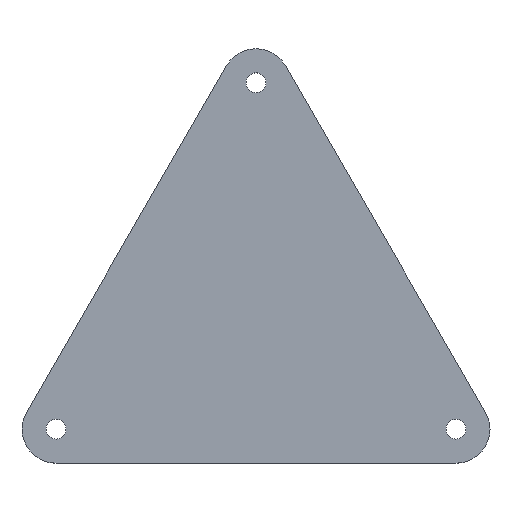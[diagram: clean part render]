
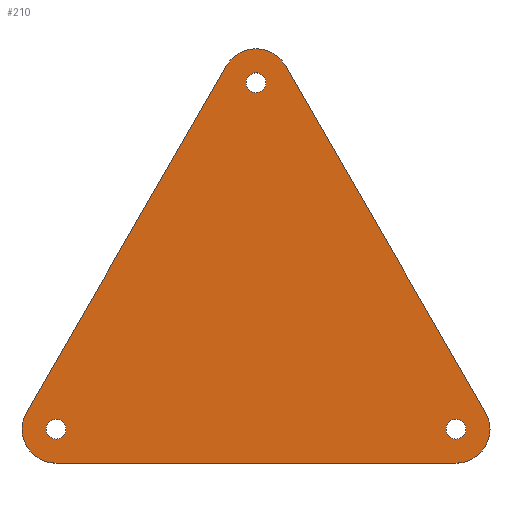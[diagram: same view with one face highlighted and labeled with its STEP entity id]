
A CAD part, top view. The second image highlights one B-rep face of the part: STEP entity #210.
In plain terms, the highlighted planar face has unit normal (0, 0, 1).
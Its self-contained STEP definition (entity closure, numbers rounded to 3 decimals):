
#15=FACE_BOUND('',#47,.T.);
#16=FACE_BOUND('',#48,.T.);
#17=FACE_BOUND('',#49,.T.);
#24=PLANE('',#247);
#35=FACE_OUTER_BOUND('',#46,.T.);
#46=EDGE_LOOP('',(#177,#178,#179,#180,#181,#182));
#47=EDGE_LOOP('',(#183));
#48=EDGE_LOOP('',(#184));
#49=EDGE_LOOP('',(#185));
#59=LINE('',#338,#74);
#63=LINE('',#350,#78);
#67=LINE('',#362,#82);
#74=VECTOR('',#276,10.);
#78=VECTOR('',#288,10.);
#82=VECTOR('',#300,10.);
#84=CIRCLE('',#227,4.1);
#86=CIRCLE('',#230,4.1);
#88=CIRCLE('',#233,4.1);
#91=CIRCLE('',#238,14.);
#93=CIRCLE('',#242,14.);
#95=CIRCLE('',#246,14.);
#96=VERTEX_POINT('',#314);
#98=VERTEX_POINT('',#320);
#100=VERTEX_POINT('',#326);
#104=VERTEX_POINT('',#335);
#105=VERTEX_POINT('',#337);
#107=VERTEX_POINT('',#343);
#109=VERTEX_POINT('',#349);
#111=VERTEX_POINT('',#355);
#113=VERTEX_POINT('',#361);
#114=EDGE_CURVE('',#96,#96,#84,.T.);
#117=EDGE_CURVE('',#98,#98,#86,.T.);
#120=EDGE_CURVE('',#100,#100,#88,.T.);
#125=EDGE_CURVE('',#105,#104,#59,.T.);
#128=EDGE_CURVE('',#107,#105,#91,.T.);
#131=EDGE_CURVE('',#109,#107,#63,.T.);
#134=EDGE_CURVE('',#111,#109,#93,.T.);
#137=EDGE_CURVE('',#113,#111,#67,.T.);
#140=EDGE_CURVE('',#104,#113,#95,.T.);
#177=ORIENTED_EDGE('',*,*,#140,.T.);
#178=ORIENTED_EDGE('',*,*,#137,.T.);
#179=ORIENTED_EDGE('',*,*,#134,.T.);
#180=ORIENTED_EDGE('',*,*,#131,.T.);
#181=ORIENTED_EDGE('',*,*,#128,.T.);
#182=ORIENTED_EDGE('',*,*,#125,.T.);
#183=ORIENTED_EDGE('',*,*,#120,.T.);
#184=ORIENTED_EDGE('',*,*,#117,.T.);
#185=ORIENTED_EDGE('',*,*,#114,.T.);
#210=ADVANCED_FACE('',(#35,#15,#16,#17),#24,.T.);
#227=AXIS2_PLACEMENT_3D('',#315,#253,#254);
#230=AXIS2_PLACEMENT_3D('',#321,#260,#261);
#233=AXIS2_PLACEMENT_3D('',#327,#267,#268);
#238=AXIS2_PLACEMENT_3D('',#344,#282,#283);
#242=AXIS2_PLACEMENT_3D('',#356,#294,#295);
#246=AXIS2_PLACEMENT_3D('',#366,#306,#307);
#247=AXIS2_PLACEMENT_3D('',#367,#308,#309);
#253=DIRECTION('center_axis',(0.,0.,-1.));
#254=DIRECTION('ref_axis',(1.,0.,0.));
#260=DIRECTION('center_axis',(0.,0.,-1.));
#261=DIRECTION('ref_axis',(1.,0.,0.));
#267=DIRECTION('center_axis',(0.,0.,-1.));
#268=DIRECTION('ref_axis',(1.,0.,0.));
#276=DIRECTION('',(-0.5,-0.866,0.));
#282=DIRECTION('center_axis',(0.,0.,1.));
#283=DIRECTION('ref_axis',(0.866,0.5,0.));
#288=DIRECTION('',(-0.5,0.866,0.));
#294=DIRECTION('center_axis',(0.,0.,1.));
#295=DIRECTION('ref_axis',(0.,-1.,0.));
#300=DIRECTION('',(1.,0.,0.));
#306=DIRECTION('center_axis',(0.,0.,1.));
#307=DIRECTION('ref_axis',(-0.866,0.5,0.));
#308=DIRECTION('center_axis',(0.,0.,1.));
#309=DIRECTION('ref_axis',(1.,0.,0.));
#314=CARTESIAN_POINT('',(78.172,-47.5,10.));
#315=CARTESIAN_POINT('Origin',(82.272,-47.5,10.));
#320=CARTESIAN_POINT('',(-86.372,-47.5,10.));
#321=CARTESIAN_POINT('Origin',(-82.272,-47.5,10.));
#326=CARTESIAN_POINT('',(-4.1,95.,10.));
#327=CARTESIAN_POINT('Origin',(0.,95.,10.));
#335=CARTESIAN_POINT('',(-94.397,-40.5,10.));
#337=CARTESIAN_POINT('',(-12.124,102.,10.));
#338=CARTESIAN_POINT('',(-12.124,102.,10.));
#343=CARTESIAN_POINT('',(12.124,102.,10.));
#344=CARTESIAN_POINT('Origin',(0.,95.,10.));
#349=CARTESIAN_POINT('',(94.397,-40.5,10.));
#350=CARTESIAN_POINT('',(94.397,-40.5,10.));
#355=CARTESIAN_POINT('',(82.272,-61.5,10.));
#356=CARTESIAN_POINT('Origin',(82.272,-47.5,10.));
#361=CARTESIAN_POINT('',(-82.272,-61.5,10.));
#362=CARTESIAN_POINT('',(-82.272,-61.5,10.));
#366=CARTESIAN_POINT('Origin',(-82.272,-47.5,10.));
#367=CARTESIAN_POINT('Origin',(0.,23.75,10.));
